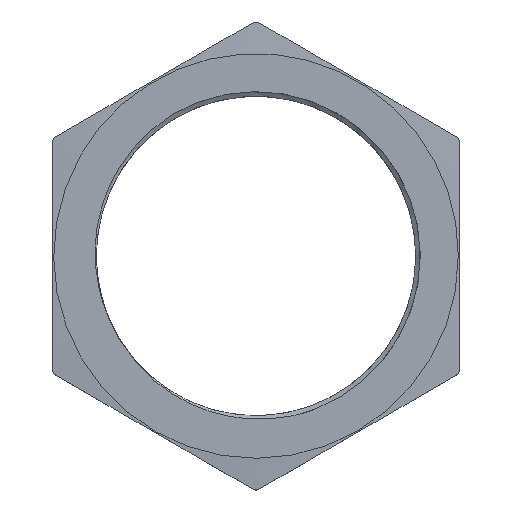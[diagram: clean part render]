
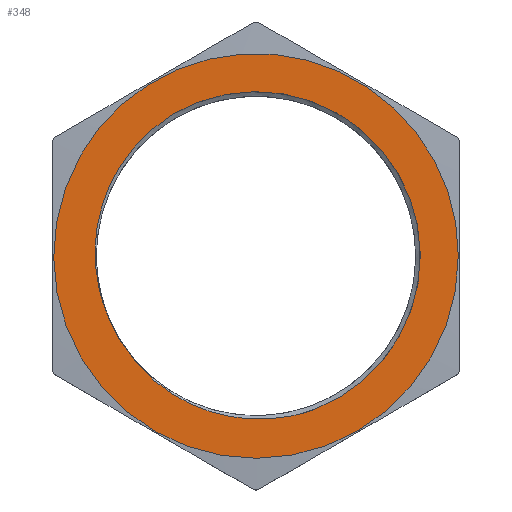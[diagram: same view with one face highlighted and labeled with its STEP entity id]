
A CAD part, top view. The second image highlights one B-rep face of the part: STEP entity #348.
In plain terms, the highlighted planar face has unit normal (0, 0, 1).
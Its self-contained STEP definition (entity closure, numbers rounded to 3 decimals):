
#18=FACE_BOUND('',#134,.T.);
#64=PLANE('',#392);
#66=CIRCLE('',#359,35.349);
#68=CIRCLE('',#362,36.35);
#69=CIRCLE('',#370,44.75);
#110=FACE_OUTER_BOUND('',#133,.T.);
#133=EDGE_LOOP('',(#322));
#134=EDGE_LOOP('',(#323,#324,#325,#326));
#137=B_SPLINE_CURVE_WITH_KNOTS('',3,(#710,#711,#712,#713,#714,#715,#716,
#717,#718,#719,#720,#721,#722),.UNSPECIFIED.,.F.,.F.,(4,3,3,3,4),(-4.946,
-3.465,-1.741,-0.25,0.),
 .UNSPECIFIED.);
#142=B_SPLINE_CURVE_WITH_KNOTS('',3,(#1112,#1113,#1114,#1115,#1116,#1117,
#1118,#1119,#1120,#1121,#1122,#1123,#1124),.UNSPECIFIED.,.F.,.F.,(4,3,3,
3,4),(-4.943,-3.435,-1.709,-0.215,
0.),.UNSPECIFIED.);
#145=VERTEX_POINT('',#667);
#146=VERTEX_POINT('',#709);
#148=VERTEX_POINT('',#767);
#150=VERTEX_POINT('',#996);
#175=VERTEX_POINT('',#1207);
#179=EDGE_CURVE('',#145,#146,#137,.T.);
#183=EDGE_CURVE('',#148,#145,#66,.T.);
#186=EDGE_CURVE('',#150,#148,#142,.T.);
#188=EDGE_CURVE('',#150,#146,#68,.T.);
#213=EDGE_CURVE('',#175,#175,#69,.T.);
#322=ORIENTED_EDGE('',*,*,#213,.F.);
#323=ORIENTED_EDGE('',*,*,#188,.T.);
#324=ORIENTED_EDGE('',*,*,#179,.F.);
#325=ORIENTED_EDGE('',*,*,#183,.F.);
#326=ORIENTED_EDGE('',*,*,#186,.F.);
#348=ADVANCED_FACE('',(#110,#18),#64,.T.);
#359=AXIS2_PLACEMENT_3D('',#809,#399,#400);
#362=AXIS2_PLACEMENT_3D('',#1127,#405,#406);
#370=AXIS2_PLACEMENT_3D('',#1208,#433,#434);
#392=AXIS2_PLACEMENT_3D('',#1231,#477,#478);
#399=DIRECTION('center_axis',(0.,0.,1.));
#400=DIRECTION('ref_axis',(-1.,0.,0.));
#405=DIRECTION('center_axis',(0.,0.,-1.));
#406=DIRECTION('ref_axis',(-1.,0.,0.));
#433=DIRECTION('center_axis',(0.,0.,-1.));
#434=DIRECTION('ref_axis',(-1.,0.,0.));
#477=DIRECTION('center_axis',(0.,0.,1.));
#478=DIRECTION('ref_axis',(1.,0.,0.));
#667=CARTESIAN_POINT('',(-30.06,-18.6,9.));
#709=CARTESIAN_POINT('',(12.76,-34.036,9.));
#710=CARTESIAN_POINT('Ctrl Pts',(-30.062,-18.601,9.));
#711=CARTESIAN_POINT('Ctrl Pts',(-27.55,-22.846,9.));
#712=CARTESIAN_POINT('Ctrl Pts',(-24.151,-26.552,9.));
#713=CARTESIAN_POINT('Ctrl Pts',(-20.15,-29.415,9.));
#714=CARTESIAN_POINT('Ctrl Pts',(-15.491,-32.748,9.));
#715=CARTESIAN_POINT('Ctrl Pts',(-10.013,-34.935,9.));
#716=CARTESIAN_POINT('Ctrl Pts',(-4.344,-35.74,9.));
#717=CARTESIAN_POINT('Ctrl Pts',(0.557,-36.437,9.));
#718=CARTESIAN_POINT('Ctrl Pts',(5.605,-36.101,9.));
#719=CARTESIAN_POINT('Ctrl Pts',(10.382,-34.782,9.));
#720=CARTESIAN_POINT('Ctrl Pts',(11.182,-34.561,9.));
#721=CARTESIAN_POINT('Ctrl Pts',(11.975,-34.313,9.));
#722=CARTESIAN_POINT('Ctrl Pts',(12.76,-34.036,9.));
#767=CARTESIAN_POINT('',(-33.368,-11.669,9.));
#809=CARTESIAN_POINT('Origin',(0.,0.,9.));
#996=CARTESIAN_POINT('',(-18.434,31.329,9.));
#1112=CARTESIAN_POINT('Ctrl Pts',(-18.434,31.33,9.));
#1113=CARTESIAN_POINT('Ctrl Pts',(-22.715,28.69,9.));
#1114=CARTESIAN_POINT('Ctrl Pts',(-26.436,25.163,9.));
#1115=CARTESIAN_POINT('Ctrl Pts',(-29.28,21.031,9.));
#1116=CARTESIAN_POINT('Ctrl Pts',(-32.532,16.304,9.));
#1117=CARTESIAN_POINT('Ctrl Pts',(-34.633,10.784,9.));
#1118=CARTESIAN_POINT('Ctrl Pts',(-35.335,5.096,9.));
#1119=CARTESIAN_POINT('Ctrl Pts',(-35.943,0.17,9.));
#1120=CARTESIAN_POINT('Ctrl Pts',(-35.503,-4.883,9.));
#1121=CARTESIAN_POINT('Ctrl Pts',(-34.056,-9.635,9.));
#1122=CARTESIAN_POINT('Ctrl Pts',(-33.848,-10.319,9.));
#1123=CARTESIAN_POINT('Ctrl Pts',(-33.618,-10.998,9.));
#1124=CARTESIAN_POINT('Ctrl Pts',(-33.368,-11.669,9.));
#1127=CARTESIAN_POINT('Origin',(0.,0.,9.));
#1207=CARTESIAN_POINT('',(44.75,0.,9.));
#1208=CARTESIAN_POINT('Origin',(0.,0.,9.));
#1231=CARTESIAN_POINT('Origin',(44.816,-25.875,9.));
